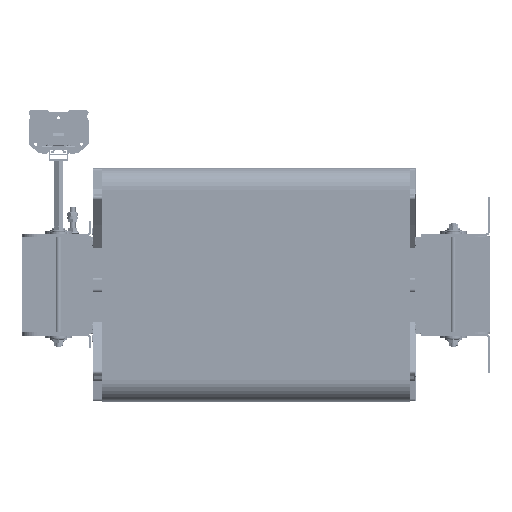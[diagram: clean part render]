
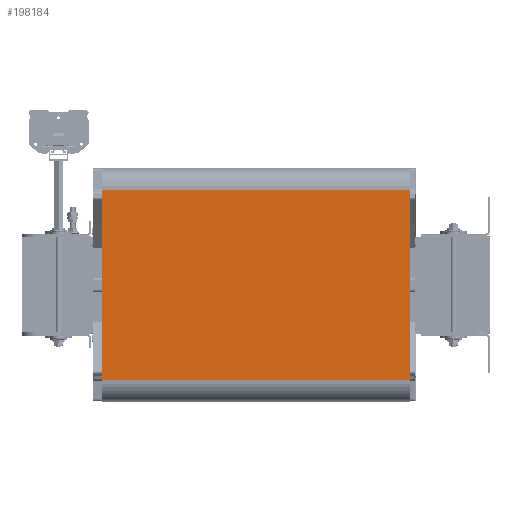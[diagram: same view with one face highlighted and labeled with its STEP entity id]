
A CAD part, left-side view. The second image highlights one B-rep face of the part: STEP entity #198184.
In plain terms, the highlighted planar face has unit normal (-1, 0, 0).
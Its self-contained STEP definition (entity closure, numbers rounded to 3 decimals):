
#22804=FACE_OUTER_BOUND('',#33599,.T.);
#33599=EDGE_LOOP('',(#152564,#152565,#152566,#152567));
#51041=LINE('',#294672,#73141);
#51045=LINE('',#294687,#73145);
#51046=LINE('',#294690,#73146);
#51047=LINE('',#294691,#73147);
#73141=VECTOR('',#240239,10.);
#73145=VECTOR('',#240253,10.);
#73146=VECTOR('',#240256,10.);
#73147=VECTOR('',#240257,10.);
#93086=VERTEX_POINT('',#294669);
#93087=VERTEX_POINT('',#294671);
#93093=VERTEX_POINT('',#294685);
#93094=VERTEX_POINT('',#294689);
#114749=EDGE_CURVE('',#93086,#93087,#51041,.T.);
#114757=EDGE_CURVE('',#93093,#93086,#51045,.T.);
#114758=EDGE_CURVE('',#93094,#93093,#51046,.T.);
#114759=EDGE_CURVE('',#93094,#93087,#51047,.T.);
#152564=ORIENTED_EDGE('',*,*,#114757,.F.);
#152565=ORIENTED_EDGE('',*,*,#114758,.F.);
#152566=ORIENTED_EDGE('',*,*,#114759,.T.);
#152567=ORIENTED_EDGE('',*,*,#114749,.F.);
#189413=PLANE('',#210602);
#198184=ADVANCED_FACE('',(#22804),#189413,.T.);
#210602=AXIS2_PLACEMENT_3D('',#294688,#240254,#240255);
#240239=DIRECTION('',(0.,0.,1.));
#240253=DIRECTION('',(0.,1.,0.));
#240254=DIRECTION('center_axis',(-1.,0.,0.));
#240255=DIRECTION('ref_axis',(0.,0.,
-1.));
#240256=DIRECTION('',(0.,0.,-1.));
#240257=DIRECTION('',(0.,1.,0.));
#294669=CARTESIAN_POINT('',(-352.5,210.5,-129.75));
#294671=CARTESIAN_POINT('',(-352.5,210.5,129.75));
#294672=CARTESIAN_POINT('',(-352.5,210.5,-129.75));
#294685=CARTESIAN_POINT('',(-352.5,-210.5,-129.75));
#294687=CARTESIAN_POINT('',(-352.5,0.,-129.75));
#294688=CARTESIAN_POINT('Origin',(-352.5,0.,129.75));
#294689=CARTESIAN_POINT('',(-352.5,-210.5,129.75));
#294690=CARTESIAN_POINT('',(-352.5,-210.5,-129.75));
#294691=CARTESIAN_POINT('',(-352.5,0.,129.75));
